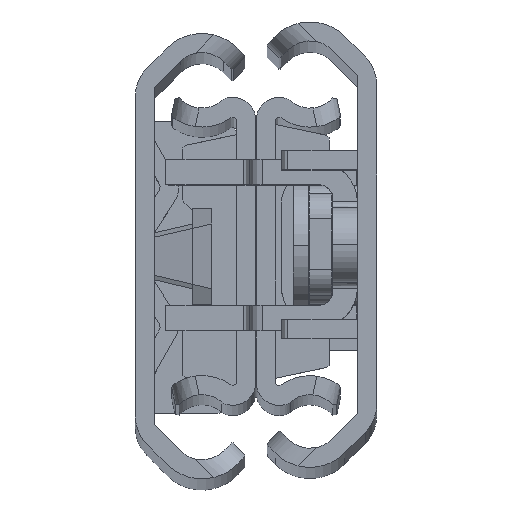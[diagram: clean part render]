
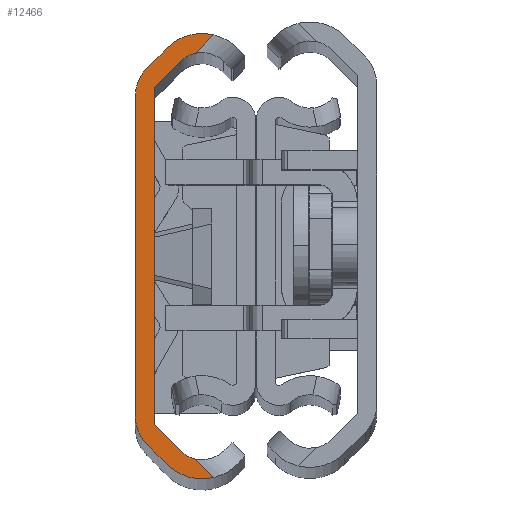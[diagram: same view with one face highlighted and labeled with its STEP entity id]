
A CAD part, top view. The second image highlights one B-rep face of the part: STEP entity #12466.
In plain terms, the highlighted planar face has unit normal (0, 0, 1).
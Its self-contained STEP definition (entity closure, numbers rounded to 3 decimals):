
#50 = EDGE_CURVE ( 'NONE', #3169, #7083, #1930, .T. ) ;
#171 = CARTESIAN_POINT ( 'NONE',  ( 1.006, -16.414, 0. ) ) ;
#172 = CARTESIAN_POINT ( 'NONE',  ( 2.067, -15.353, 0. ) ) ;
#307 = LINE ( 'NONE', #9464, #3276 ) ;
#501 = EDGE_CURVE ( 'NONE', #5947, #11265, #4245, .T. ) ;
#618 = DIRECTION ( 'NONE',  ( 1., 0., 0. ) ) ;
#661 = DIRECTION ( 'NONE',  ( 1., 0., 0. ) ) ;
#760 = VECTOR ( 'NONE', #8908, 1000. ) ;
#916 = CARTESIAN_POINT ( 'NONE',  ( 3.75, -13.67, 0. ) ) ;
#1168 = AXIS2_PLACEMENT_3D ( 'NONE', #7637, #2504, #1433 ) ;
#1433 = DIRECTION ( 'NONE',  ( 1., 0., 0. ) ) ;
#1530 = DIRECTION ( 'NONE',  ( 0., 0., 1. ) ) ;
#1603 = DIRECTION ( 'NONE',  ( 1., 0., 0. ) ) ;
#1688 = LINE ( 'NONE', #10711, #760 ) ;
#1749 = CARTESIAN_POINT ( 'NONE',  ( 0., -13.286, 0. ) ) ;
#1770 = ORIENTED_EDGE ( 'NONE', *, *, #12755, .T. ) ;
#1866 = EDGE_CURVE ( 'NONE', #12174, #12387, #10338, .T. ) ;
#1930 = CIRCLE ( 'NONE', #2649, 3.88 ) ;
#1977 = EDGE_CURVE ( 'NONE', #4210, #11869, #12123, .T. ) ;
#2022 = ORIENTED_EDGE ( 'NONE', *, *, #9802, .T. ) ;
#2088 = AXIS2_PLACEMENT_3D ( 'NONE', #3664, #1530, #661 ) ;
#2167 = CARTESIAN_POINT ( 'NONE',  ( 4.687, 17.435, 0. ) ) ;
#2320 = CARTESIAN_POINT ( 'NONE',  ( 3.248, -15.996, 0. ) ) ;
#2349 = CARTESIAN_POINT ( 'NONE',  ( -0.621, -14.786, 0. ) ) ;
#2397 = LINE ( 'NONE', #4408, #4343 ) ;
#2428 = FACE_OUTER_BOUND ( 'NONE', #8661, .T. ) ;
#2497 = DIRECTION ( 'NONE',  ( 1., 0., 0. ) ) ;
#2504 = DIRECTION ( 'NONE',  ( 0., 0., 1. ) ) ;
#2612 = ORIENTED_EDGE ( 'NONE', *, *, #6316, .T. ) ;
#2649 = AXIS2_PLACEMENT_3D ( 'NONE', #10028, #12834, #1603 ) ;
#2847 = ORIENTED_EDGE ( 'NONE', *, *, #9414, .T. ) ;
#2943 = CARTESIAN_POINT ( 'NONE',  ( -1.5, 12.665, 0. ) ) ;
#3169 = VERTEX_POINT ( 'NONE', #2167 ) ;
#3276 = VECTOR ( 'NONE', #11600, 1000. ) ;
#3449 = EDGE_CURVE ( 'NONE', #11109, #4210, #8917, .T. ) ;
#3574 = CIRCLE ( 'NONE', #10631, 2.38 ) ;
#3664 = CARTESIAN_POINT ( 'NONE',  ( 1.5, 12.665, 0. ) ) ;
#3769 = CARTESIAN_POINT ( 'NONE',  ( 3.75, 13.67, 0. ) ) ;
#4093 = ORIENTED_EDGE ( 'NONE', *, *, #1866, .T. ) ;
#4210 = VERTEX_POINT ( 'NONE', #4646 ) ;
#4245 = LINE ( 'NONE', #172, #8247 ) ;
#4343 = VECTOR ( 'NONE', #11447, 1000. ) ;
#4408 = CARTESIAN_POINT ( 'NONE',  ( 2.067, 15.353, 0. ) ) ;
#4460 = LINE ( 'NONE', #12616, #8853 ) ;
#4646 = CARTESIAN_POINT ( 'NONE',  ( 4.687, -17.435, 0. ) ) ;
#4841 = ORIENTED_EDGE ( 'NONE', *, *, #1977, .T. ) ;
#4935 = CARTESIAN_POINT ( 'NONE',  ( -0.621, -14.786, 0. ) ) ;
#4982 = AXIS2_PLACEMENT_3D ( 'NONE', #3769, #6766, #7896 ) ;
#5005 = VERTEX_POINT ( 'NONE', #6362 ) ;
#5494 = CARTESIAN_POINT ( 'NONE',  ( 1.5, -12.665, 0. ) ) ;
#5616 = CARTESIAN_POINT ( 'NONE',  ( 2.067, -15.353, 0. ) ) ;
#5650 = CIRCLE ( 'NONE', #6302, 3. ) ;
#5696 = PLANE ( 'NONE',  #1168 ) ;
#5947 = VERTEX_POINT ( 'NONE', #5616 ) ;
#6302 = AXIS2_PLACEMENT_3D ( 'NONE', #5494, #10589, #2497 ) ;
#6316 = EDGE_CURVE ( 'NONE', #11265, #9123, #4460, .T. ) ;
#6362 = CARTESIAN_POINT ( 'NONE',  ( -0.621, 14.786, 0. ) ) ;
#6766 = DIRECTION ( 'NONE',  ( 0., 0., -1. ) ) ;
#7041 = CARTESIAN_POINT ( 'NONE',  ( 2.067, 15.353, 0. ) ) ;
#7062 = EDGE_CURVE ( 'NONE', #9182, #12828, #5650, .T. ) ;
#7083 = VERTEX_POINT ( 'NONE', #11717 ) ;
#7084 = DIRECTION ( 'NONE',  ( 0.707, 0.707, 0. ) ) ;
#7088 = CARTESIAN_POINT ( 'NONE',  ( -11.956, -0.792, 0. ) ) ;
#7138 = VECTOR ( 'NONE', #7084, 1000. ) ;
#7195 = CIRCLE ( 'NONE', #2088, 3. ) ;
#7224 = ORIENTED_EDGE ( 'NONE', *, *, #13065, .T. ) ;
#7288 = EDGE_CURVE ( 'NONE', #7083, #5005, #1688, .T. ) ;
#7637 = CARTESIAN_POINT ( 'NONE',  ( 1.5, 12.665, 0. ) ) ;
#7750 = DIRECTION ( 'NONE',  ( 0., 0., 1. ) ) ;
#7821 = ORIENTED_EDGE ( 'NONE', *, *, #501, .T. ) ;
#7878 = DIRECTION ( 'NONE',  ( 0.707, -0.707, 0. ) ) ;
#7896 = DIRECTION ( 'NONE',  ( 1., 0., 0. ) ) ;
#7986 = DIRECTION ( 'NONE',  ( 0., 1., 0. ) ) ;
#8247 = VECTOR ( 'NONE', #11471, 1000. ) ;
#8393 = ORIENTED_EDGE ( 'NONE', *, *, #7062, .T. ) ;
#8483 = CARTESIAN_POINT ( 'NONE',  ( -1.5, -12.665, 0. ) ) ;
#8661 = EDGE_LOOP ( 'NONE', ( #12372, #4841, #12343, #7821, #2612, #2022, #4093, #1770, #10432, #11365, #8982, #2847, #8393, #7224 ) ) ;
#8853 = VECTOR ( 'NONE', #7986, 1000. ) ;
#8908 = DIRECTION ( 'NONE',  ( -0.707, -0.707, 0. ) ) ;
#8917 = CIRCLE ( 'NONE', #9555, 3.88 ) ;
#8982 = ORIENTED_EDGE ( 'NONE', *, *, #9956, .T. ) ;
#9123 = VERTEX_POINT ( 'NONE', #12160 ) ;
#9182 = VERTEX_POINT ( 'NONE', #8483 ) ;
#9262 = CARTESIAN_POINT ( 'NONE',  ( 3.248, 15.996, 0. ) ) ;
#9414 = EDGE_CURVE ( 'NONE', #10109, #9182, #307, .T. ) ;
#9464 = CARTESIAN_POINT ( 'NONE',  ( -1.5, 0., 0. ) ) ;
#9555 = AXIS2_PLACEMENT_3D ( 'NONE', #10975, #7750, #618 ) ;
#9681 = VECTOR ( 'NONE', #11331, 1000. ) ;
#9802 = EDGE_CURVE ( 'NONE', #9123, #12174, #2397, .T. ) ;
#9956 = EDGE_CURVE ( 'NONE', #5005, #10109, #7195, .T. ) ;
#10028 = CARTESIAN_POINT ( 'NONE',  ( 3.75, 13.67, 0. ) ) ;
#10109 = VERTEX_POINT ( 'NONE', #2943 ) ;
#10147 = DIRECTION ( 'NONE',  ( 0., 0., -1. ) ) ;
#10338 = CIRCLE ( 'NONE', #4982, 2.38 ) ;
#10388 = CARTESIAN_POINT ( 'NONE',  ( 0.708, 13.456, 0. ) ) ;
#10432 = ORIENTED_EDGE ( 'NONE', *, *, #50, .T. ) ;
#10509 = EDGE_CURVE ( 'NONE', #11869, #5947, #3574, .T. ) ;
#10589 = DIRECTION ( 'NONE',  ( 0., 0., 1. ) ) ;
#10631 = AXIS2_PLACEMENT_3D ( 'NONE', #916, #10147, #12207 ) ;
#10711 = CARTESIAN_POINT ( 'NONE',  ( -0.621, 14.786, 0. ) ) ;
#10975 = CARTESIAN_POINT ( 'NONE',  ( 3.75, -13.67, 0. ) ) ;
#11109 = VERTEX_POINT ( 'NONE', #171 ) ;
#11265 = VERTEX_POINT ( 'NONE', #1749 ) ;
#11331 = DIRECTION ( 'NONE',  ( -0.707, 0.707, 0. ) ) ;
#11365 = ORIENTED_EDGE ( 'NONE', *, *, #7288, .T. ) ;
#11389 = LINE ( 'NONE', #10388, #7138 ) ;
#11447 = DIRECTION ( 'NONE',  ( 0.707, 0.707, 0. ) ) ;
#11471 = DIRECTION ( 'NONE',  ( -0.707, 0.707, 0. ) ) ;
#11600 = DIRECTION ( 'NONE',  ( 0., -1., 0. ) ) ;
#11717 = CARTESIAN_POINT ( 'NONE',  ( 1.006, 16.414, 0. ) ) ;
#11869 = VERTEX_POINT ( 'NONE', #2320 ) ;
#12123 = LINE ( 'NONE', #7088, #9681 ) ;
#12160 = CARTESIAN_POINT ( 'NONE',  ( 0., 13.286, 0. ) ) ;
#12174 = VERTEX_POINT ( 'NONE', #7041 ) ;
#12207 = DIRECTION ( 'NONE',  ( 1., 0., 0. ) ) ;
#12268 = VECTOR ( 'NONE', #7878, 1000. ) ;
#12343 = ORIENTED_EDGE ( 'NONE', *, *, #10509, .T. ) ;
#12372 = ORIENTED_EDGE ( 'NONE', *, *, #3449, .T. ) ;
#12387 = VERTEX_POINT ( 'NONE', #9262 ) ;
#12466 = ADVANCED_FACE ( 'NONE', ( #2428 ), #5696, .T. ) ;
#12616 = CARTESIAN_POINT ( 'NONE',  ( 0., 13.286, 0. ) ) ;
#12755 = EDGE_CURVE ( 'NONE', #12387, #3169, #11389, .T. ) ;
#12828 = VERTEX_POINT ( 'NONE', #2349 ) ;
#12834 = DIRECTION ( 'NONE',  ( 0., 0., 1. ) ) ;
#13065 = EDGE_CURVE ( 'NONE', #12828, #11109, #13108, .T. ) ;
#13108 = LINE ( 'NONE', #4935, #12268 ) ;
